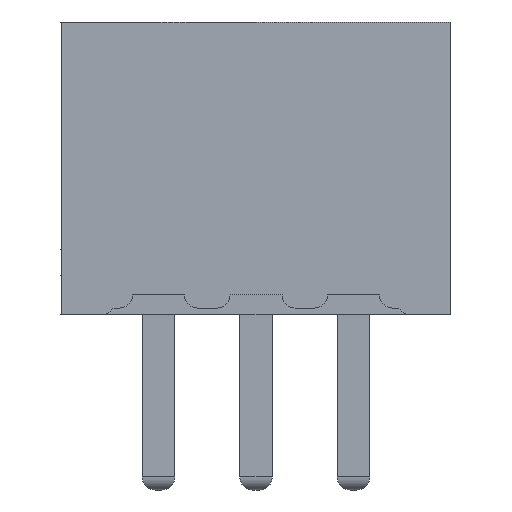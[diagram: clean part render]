
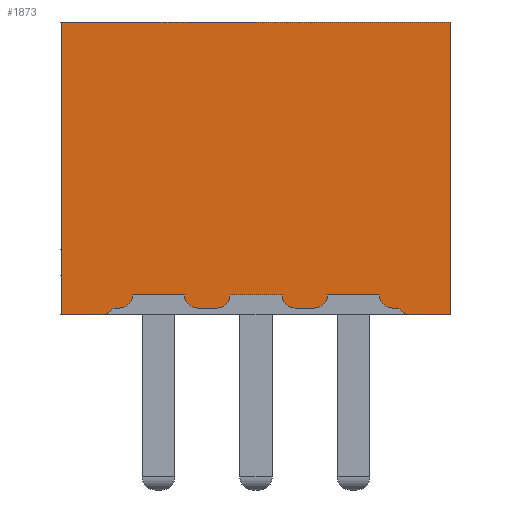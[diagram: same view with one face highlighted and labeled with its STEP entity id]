
A CAD part, left-side view. The second image highlights one B-rep face of the part: STEP entity #1873.
In plain terms, the highlighted planar face has unit normal (-1, 0, 0).
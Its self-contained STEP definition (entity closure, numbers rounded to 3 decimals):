
#23=CIRCLE('',#2014,0.2);
#24=CIRCLE('',#2016,0.2);
#25=CIRCLE('',#2017,0.2);
#26=CIRCLE('',#2018,0.2);
#27=CIRCLE('',#2019,0.2);
#28=CIRCLE('',#2020,0.2);
#29=CIRCLE('',#2021,0.2);
#30=CIRCLE('',#2022,0.2);
#80=PLANE('',#2015);
#169=FACE_OUTER_BOUND('',#271,.T.);
#271=EDGE_LOOP('',(#1426,#1427,#1428,#1429,#1430,#1431,#1432,#1433,#1434,
#1435,#1436,#1437,#1438,#1439,#1440,#1441,#1442,#1443,#1444,#1445));
#448=LINE('',#2868,#660);
#449=LINE('',#2870,#661);
#450=LINE('',#2872,#662);
#451=LINE('',#2874,#663);
#452=LINE('',#2876,#664);
#453=LINE('',#2880,#665);
#454=LINE('',#2884,#666);
#455=LINE('',#2888,#667);
#456=LINE('',#2892,#668);
#457=LINE('',#2896,#669);
#458=LINE('',#2900,#670);
#459=LINE('',#2903,#671);
#660=VECTOR('',#2352,10.);
#661=VECTOR('',#2353,10.);
#662=VECTOR('',#2354,10.);
#663=VECTOR('',#2355,10.);
#664=VECTOR('',#2356,10.);
#665=VECTOR('',#2359,10.);
#666=VECTOR('',#2362,10.);
#667=VECTOR('',#2365,10.);
#668=VECTOR('',#2368,10.);
#669=VECTOR('',#2371,10.);
#670=VECTOR('',#2374,10.);
#671=VECTOR('',#2377,10.);
#848=VERTEX_POINT('',#2861);
#849=VERTEX_POINT('',#2863);
#850=VERTEX_POINT('',#2867);
#851=VERTEX_POINT('',#2869);
#852=VERTEX_POINT('',#2871);
#853=VERTEX_POINT('',#2873);
#854=VERTEX_POINT('',#2875);
#855=VERTEX_POINT('',#2877);
#856=VERTEX_POINT('',#2879);
#857=VERTEX_POINT('',#2881);
#858=VERTEX_POINT('',#2883);
#859=VERTEX_POINT('',#2885);
#860=VERTEX_POINT('',#2887);
#861=VERTEX_POINT('',#2889);
#862=VERTEX_POINT('',#2891);
#863=VERTEX_POINT('',#2893);
#864=VERTEX_POINT('',#2895);
#865=VERTEX_POINT('',#2897);
#866=VERTEX_POINT('',#2899);
#867=VERTEX_POINT('',#2901);
#1064=EDGE_CURVE('',#848,#849,#23,.T.);
#1066=EDGE_CURVE('',#848,#850,#448,.T.);
#1067=EDGE_CURVE('',#850,#851,#449,.T.);
#1068=EDGE_CURVE('',#852,#851,#450,.T.);
#1069=EDGE_CURVE('',#853,#852,#451,.T.);
#1070=EDGE_CURVE('',#853,#854,#452,.T.);
#1071=EDGE_CURVE('',#855,#854,#24,.T.);
#1072=EDGE_CURVE('',#855,#856,#453,.T.);
#1073=EDGE_CURVE('',#857,#856,#25,.T.);
#1074=EDGE_CURVE('',#857,#858,#454,.T.);
#1075=EDGE_CURVE('',#859,#858,#26,.T.);
#1076=EDGE_CURVE('',#859,#860,#455,.T.);
#1077=EDGE_CURVE('',#861,#860,#27,.T.);
#1078=EDGE_CURVE('',#861,#862,#456,.T.);
#1079=EDGE_CURVE('',#863,#862,#28,.T.);
#1080=EDGE_CURVE('',#863,#864,#457,.T.);
#1081=EDGE_CURVE('',#865,#864,#29,.T.);
#1082=EDGE_CURVE('',#865,#866,#458,.T.);
#1083=EDGE_CURVE('',#867,#866,#30,.T.);
#1084=EDGE_CURVE('',#867,#849,#459,.T.);
#1426=ORIENTED_EDGE('',*,*,#1064,.F.);
#1427=ORIENTED_EDGE('',*,*,#1066,.T.);
#1428=ORIENTED_EDGE('',*,*,#1067,.T.);
#1429=ORIENTED_EDGE('',*,*,#1068,.F.);
#1430=ORIENTED_EDGE('',*,*,#1069,.F.);
#1431=ORIENTED_EDGE('',*,*,#1070,.T.);
#1432=ORIENTED_EDGE('',*,*,#1071,.F.);
#1433=ORIENTED_EDGE('',*,*,#1072,.T.);
#1434=ORIENTED_EDGE('',*,*,#1073,.F.);
#1435=ORIENTED_EDGE('',*,*,#1074,.T.);
#1436=ORIENTED_EDGE('',*,*,#1075,.F.);
#1437=ORIENTED_EDGE('',*,*,#1076,.T.);
#1438=ORIENTED_EDGE('',*,*,#1077,.F.);
#1439=ORIENTED_EDGE('',*,*,#1078,.T.);
#1440=ORIENTED_EDGE('',*,*,#1079,.F.);
#1441=ORIENTED_EDGE('',*,*,#1080,.T.);
#1442=ORIENTED_EDGE('',*,*,#1081,.F.);
#1443=ORIENTED_EDGE('',*,*,#1082,.T.);
#1444=ORIENTED_EDGE('',*,*,#1083,.F.);
#1445=ORIENTED_EDGE('',*,*,#1084,.T.);
#1873=ADVANCED_FACE('',(#169),#80,.T.);
#2014=AXIS2_PLACEMENT_3D('',#2864,#2347,#2348);
#2015=AXIS2_PLACEMENT_3D('',#2866,#2350,#2351);
#2016=AXIS2_PLACEMENT_3D('',#2878,#2357,#2358);
#2017=AXIS2_PLACEMENT_3D('',#2882,#2360,#2361);
#2018=AXIS2_PLACEMENT_3D('',#2886,#2363,#2364);
#2019=AXIS2_PLACEMENT_3D('',#2890,#2366,#2367);
#2020=AXIS2_PLACEMENT_3D('',#2894,#2369,#2370);
#2021=AXIS2_PLACEMENT_3D('',#2898,#2372,#2373);
#2022=AXIS2_PLACEMENT_3D('',#2902,#2375,#2376);
#2347=DIRECTION('center_axis',(1.,0.,0.));
#2348=DIRECTION('ref_axis',(0.,0.866,-0.5));
#2350=DIRECTION('center_axis',(-1.,0.,0.));
#2351=DIRECTION('ref_axis',(0.,-1.,0.));
#2352=DIRECTION('',(0.,-1.,0.));
#2353=DIRECTION('',(0.,0.,1.));
#2354=DIRECTION('',(0.,-1.,0.));
#2355=DIRECTION('',(0.,0.,1.));
#2356=DIRECTION('',(0.,-1.,0.));
#2357=DIRECTION('center_axis',(1.,0.,0.));
#2358=DIRECTION('ref_axis',(0.,-0.866,-0.5));
#2359=DIRECTION('',(0.,-1.,0.));
#2360=DIRECTION('center_axis',(1.,0.,0.));
#2361=DIRECTION('ref_axis',(0.,-0.707,-0.707));
#2362=DIRECTION('',(0.,-1.,0.));
#2363=DIRECTION('center_axis',(1.,0.,0.));
#2364=DIRECTION('ref_axis',(0.,0.707,-0.707));
#2365=DIRECTION('',(0.,-1.,0.));
#2366=DIRECTION('center_axis',(1.,0.,0.));
#2367=DIRECTION('ref_axis',(0.,-0.707,-0.707));
#2368=DIRECTION('',(0.,-1.,0.));
#2369=DIRECTION('center_axis',(1.,0.,0.));
#2370=DIRECTION('ref_axis',(0.,0.707,-0.707));
#2371=DIRECTION('',(0.,-1.,0.));
#2372=DIRECTION('center_axis',(1.,0.,0.));
#2373=DIRECTION('ref_axis',(0.,-0.707,-0.707));
#2374=DIRECTION('',(0.,-1.,0.));
#2375=DIRECTION('center_axis',(1.,0.,0.));
#2376=DIRECTION('ref_axis',(0.,0.707,-0.707));
#2377=DIRECTION('',(0.,-1.,0.));
#2861=CARTESIAN_POINT('',(-1.75,-2.373,0.));
#2863=CARTESIAN_POINT('',(-1.75,-2.2,0.1));
#2864=CARTESIAN_POINT('Origin',(-1.75,-2.373,0.2));
#2866=CARTESIAN_POINT('Origin',(-1.75,3.,0.));
#2867=CARTESIAN_POINT('',(-1.75,-3.,0.));
#2868=CARTESIAN_POINT('',(-1.75,3.,0.));
#2869=CARTESIAN_POINT('',(-1.75,-3.,4.5));
#2870=CARTESIAN_POINT('',(-1.75,-3.,0.));
#2871=CARTESIAN_POINT('',(-1.75,3.,4.5));
#2872=CARTESIAN_POINT('',(-1.75,3.,4.5));
#2873=CARTESIAN_POINT('',(-1.75,3.,0.));
#2874=CARTESIAN_POINT('',(-1.75,3.,0.));
#2875=CARTESIAN_POINT('',(-1.75,2.373,0.));
#2876=CARTESIAN_POINT('',(-1.75,3.,0.));
#2877=CARTESIAN_POINT('',(-1.75,2.2,0.1));
#2878=CARTESIAN_POINT('Origin',(-1.75,2.373,0.2));
#2879=CARTESIAN_POINT('',(-1.75,2.1,0.1));
#2880=CARTESIAN_POINT('',(-1.75,2.6,0.1));
#2881=CARTESIAN_POINT('',(-1.75,1.9,0.3));
#2882=CARTESIAN_POINT('Origin',(-1.75,2.1,0.3));
#2883=CARTESIAN_POINT('',(-1.75,1.1,0.3));
#2884=CARTESIAN_POINT('',(-1.75,2.45,0.3));
#2885=CARTESIAN_POINT('',(-1.75,0.9,0.1));
#2886=CARTESIAN_POINT('Origin',(-1.75,0.9,0.3));
#2887=CARTESIAN_POINT('',(-1.75,0.6,0.1));
#2888=CARTESIAN_POINT('',(-1.75,2.05,0.1));
#2889=CARTESIAN_POINT('',(-1.75,0.4,0.3));
#2890=CARTESIAN_POINT('Origin',(-1.75,0.6,0.3));
#2891=CARTESIAN_POINT('',(-1.75,-0.4,0.3));
#2892=CARTESIAN_POINT('',(-1.75,1.7,0.3));
#2893=CARTESIAN_POINT('',(-1.75,-0.6,0.1));
#2894=CARTESIAN_POINT('Origin',(-1.75,-0.6,0.3));
#2895=CARTESIAN_POINT('',(-1.75,-0.9,0.1));
#2896=CARTESIAN_POINT('',(-1.75,1.3,0.1));
#2897=CARTESIAN_POINT('',(-1.75,-1.1,0.3));
#2898=CARTESIAN_POINT('Origin',(-1.75,-0.9,0.3));
#2899=CARTESIAN_POINT('',(-1.75,-1.9,0.3));
#2900=CARTESIAN_POINT('',(-1.75,0.95,0.3));
#2901=CARTESIAN_POINT('',(-1.75,-2.1,0.1));
#2902=CARTESIAN_POINT('Origin',(-1.75,-2.1,0.3));
#2903=CARTESIAN_POINT('',(-1.75,0.55,0.1));
